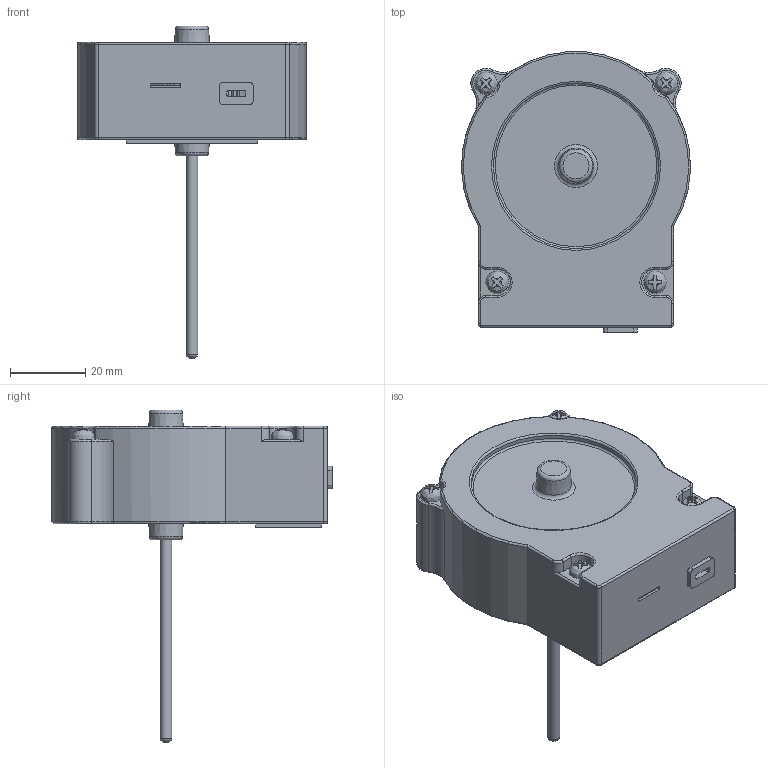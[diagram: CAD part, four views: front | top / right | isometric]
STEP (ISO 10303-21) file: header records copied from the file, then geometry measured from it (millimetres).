
FILE_DESCRIPTION((''),'2;1');
FILE_NAME('DL-5965,5985 Plastic.stp','2014-06-11T09:24:24',('kch5307'),(''),'Autodesk Inventor 2011','Autodesk Inventor 2011','');
FILE_SCHEMA(('AUTOMOTIVE_DESIGN { 1 0 10303 214 1 1 1 1 }'));
Length unit declared in the file: millimetre
Products named in the file (1): DL-5965,5985 Plastic
Bounding box: 60.97 x 74.65 x 88.4 mm (x, y, z)
Volume: 35020.1 mm3; surface area: 38351.1 mm2
Topology: 1 solids, 11 shells, 1017 faces, 2644 edges, 1688 vertices
Faces by surface type: plane 420, cylinder 361, torus 118, bspline 64, cone 32, sphere 22
Full cylindrical faces by diameter (mm): 2.3 x4, 3 x4, 3.17 x4, 3.2 x4, 4 x10, 4.7 x2, 5 x6, 6.5 x1, 7 x2, 10.5 x2, 27.2 x2, 28.8 x2, 30 x1, 30.8 x2, 44 x2
Entity records: 34174 total; most frequent: CARTESIAN_POINT 8597, DIRECTION 5221, ORIENTED_EDGE 5024, EDGE_CURVE 2512, AXIS2_PLACEMENT_3D 2021, VERTEX_POINT 1651, VECTOR 1179, LINE 1179
